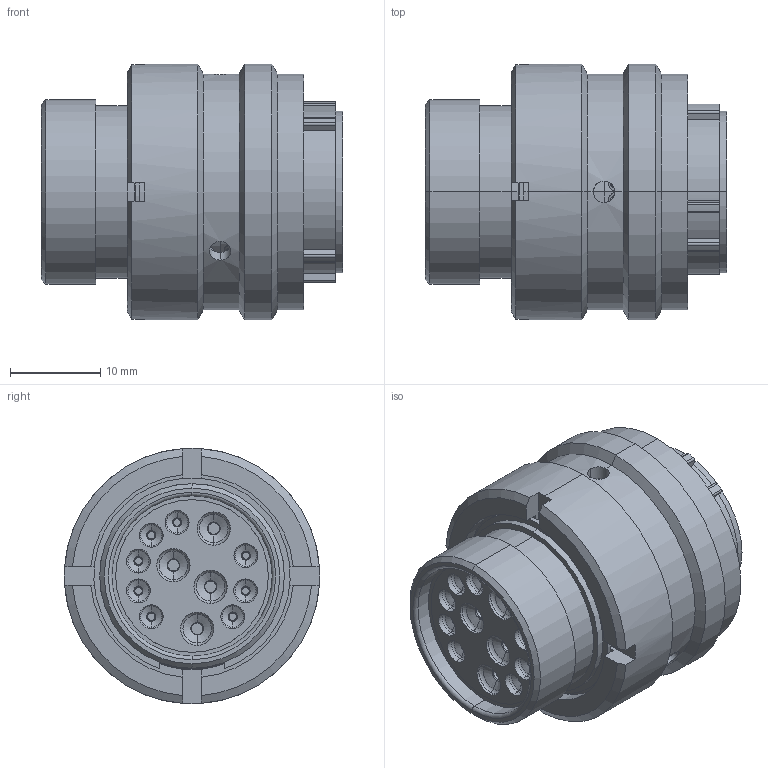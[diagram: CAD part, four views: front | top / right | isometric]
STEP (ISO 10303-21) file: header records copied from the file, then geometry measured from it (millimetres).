
FILE_DESCRIPTION (( 'STEP AP214' ), '1' );
FILE_NAME ('AS614-97PD.STEP', '2020-06-05T11:27:13', ( 'TE Connectivity' ), ( 'TE Connectivity' ), 'SwSTEP 2.0', 'SolidWorks 2016', '' );
FILE_SCHEMA (( 'AUTOMOTIVE_DESIGN' ));
Length unit declared in the file: millimetre
Products named in the file (1): AS614-97PD
Bounding box: 33.37 x 28.3 x 28.3 mm (x, y, z)
Volume: 10423.5 mm3; surface area: 12268.7 mm2
Topology: 22 solids, 22 shells, 1055 faces, 2568 edges, 1602 vertices
Faces by surface type: plane 351, cylinder 333, torus 250, cone 108, bspline 9, sphere 4
Entity records: 48614 total; most frequent: CARTESIAN_POINT 13002, ORIENTED_EDGE 5116, DIRECTION 4838, EDGE_CURVE 2558, AXIS2_PLACEMENT_3D 2104, VERTEX_POINT 1596, EDGE_LOOP 1162, UNCERTAINTY_MEASURE_WITH_UNIT 1077
